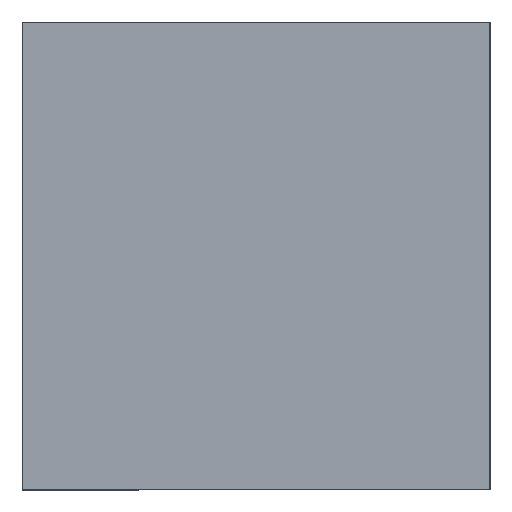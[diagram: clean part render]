
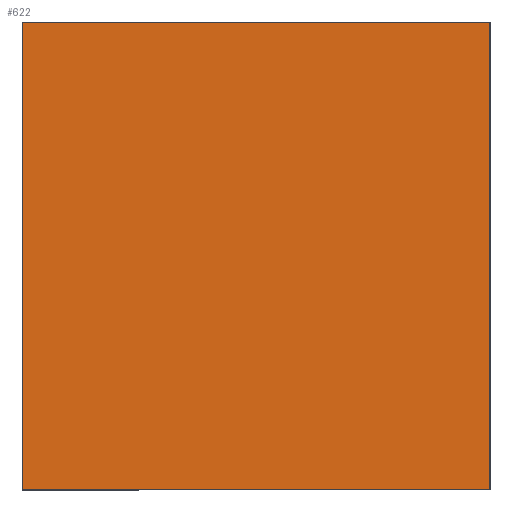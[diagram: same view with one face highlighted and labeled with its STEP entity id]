
A CAD part, left-side view. The second image highlights one B-rep face of the part: STEP entity #622.
In plain terms, the highlighted planar face has unit normal (-1, 0, 0).
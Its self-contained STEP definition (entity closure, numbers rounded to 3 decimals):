
#190 = LINE ( 'NONE', #1510, #2073 ) ;
#213 = DIRECTION ( 'NONE',  ( 0., 0., 1. ) ) ;
#214 = VERTEX_POINT ( 'NONE', #1877 ) ;
#238 = LINE ( 'NONE', #778, #1501 ) ;
#275 = ORIENTED_EDGE ( 'NONE', *, *, #1339, .T. ) ;
#313 = PLANE ( 'NONE',  #1677 ) ;
#315 = ORIENTED_EDGE ( 'NONE', *, *, #2474, .F. ) ;
#316 = ORIENTED_EDGE ( 'NONE', *, *, #1453, .T. ) ;
#324 = CARTESIAN_POINT ( 'NONE',  ( 0., 0.9, 0. ) ) ;
#392 = VERTEX_POINT ( 'NONE', #1375 ) ;
#440 = CARTESIAN_POINT ( 'NONE',  ( 0., 0., 0. ) ) ;
#475 = EDGE_CURVE ( 'NONE', #1796, #547, #238, .T. ) ;
#547 = VERTEX_POINT ( 'NONE', #440 ) ;
#585 = VECTOR ( 'NONE', #213, 1000. ) ;
#622 = ADVANCED_FACE ( 'NONE', ( #1611 ), #313, .F. ) ;
#778 = CARTESIAN_POINT ( 'NONE',  ( 0., 0.9, 0. ) ) ;
#887 = DIRECTION ( 'NONE',  ( 0., -1., 0. ) ) ;
#987 = DIRECTION ( 'NONE',  ( 0., -1., 0. ) ) ;
#994 = VECTOR ( 'NONE', #887, 1000. ) ;
#1068 = DIRECTION ( 'NONE',  ( 1., 0., 0. ) ) ;
#1124 = LINE ( 'NONE', #2089, #585 ) ;
#1184 = LINE ( 'NONE', #1277, #994 ) ;
#1277 = CARTESIAN_POINT ( 'NONE',  ( 0., 0.9, -0.9 ) ) ;
#1282 = DIRECTION ( 'NONE',  ( 0., 0., -1. ) ) ;
#1339 = EDGE_CURVE ( 'NONE', #392, #214, #1184, .T. ) ;
#1375 = CARTESIAN_POINT ( 'NONE',  ( 0., 0.9, -0.9 ) ) ;
#1453 = EDGE_CURVE ( 'NONE', #214, #547, #1124, .T. ) ;
#1501 = VECTOR ( 'NONE', #987, 1000. ) ;
#1506 = EDGE_LOOP ( 'NONE', ( #316, #2257, #315, #275 ) ) ;
#1510 = CARTESIAN_POINT ( 'NONE',  ( 0., 0.9, 0. ) ) ;
#1611 = FACE_OUTER_BOUND ( 'NONE', #1506, .T. ) ;
#1677 = AXIS2_PLACEMENT_3D ( 'NONE', #2032, #1068, #1282 ) ;
#1796 = VERTEX_POINT ( 'NONE', #324 ) ;
#1877 = CARTESIAN_POINT ( 'NONE',  ( 0., 0., -0.9 ) ) ;
#2032 = CARTESIAN_POINT ( 'NONE',  ( 0., 0.9, 0. ) ) ;
#2073 = VECTOR ( 'NONE', #2479, 1000. ) ;
#2089 = CARTESIAN_POINT ( 'NONE',  ( 0., 0., 0. ) ) ;
#2257 = ORIENTED_EDGE ( 'NONE', *, *, #475, .F. ) ;
#2474 = EDGE_CURVE ( 'NONE', #392, #1796, #190, .T. ) ;
#2479 = DIRECTION ( 'NONE',  ( 0., 0., 1. ) ) ;
